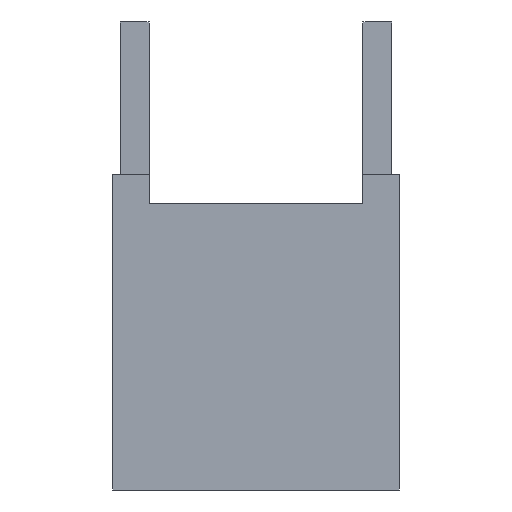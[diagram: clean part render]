
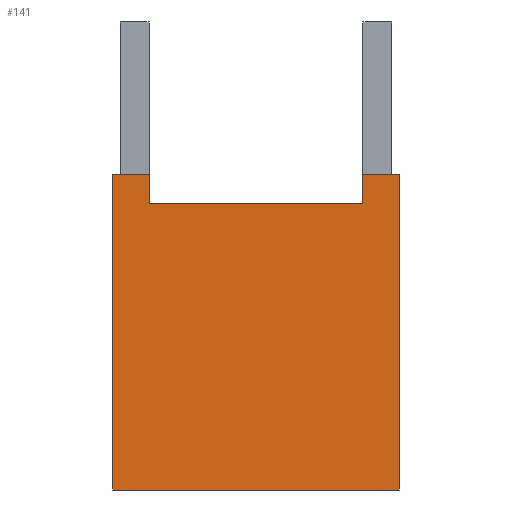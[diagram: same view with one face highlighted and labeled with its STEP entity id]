
A CAD part, front view. The second image highlights one B-rep face of the part: STEP entity #141.
In plain terms, the highlighted planar face has unit normal (0, -1, 0).
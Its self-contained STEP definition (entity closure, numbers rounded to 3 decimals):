
#91=PLANE('',#891);
#141=ADVANCED_FACE('',(#179),#91,.T.);
#179=FACE_OUTER_BOUND('',#234,.T.);
#234=EDGE_LOOP('',(#408,#409,#410,#411,#412,#413,#414,#415));
#408=ORIENTED_EDGE('',*,*,#638,.T.);
#409=ORIENTED_EDGE('',*,*,#635,.F.);
#410=ORIENTED_EDGE('',*,*,#620,.F.);
#411=ORIENTED_EDGE('',*,*,#601,.T.);
#412=ORIENTED_EDGE('',*,*,#598,.F.);
#413=ORIENTED_EDGE('',*,*,#640,.F.);
#414=ORIENTED_EDGE('',*,*,#641,.T.);
#415=ORIENTED_EDGE('',*,*,#642,.T.);
#514=VERTEX_POINT('',#1244);
#515=VERTEX_POINT('',#1246);
#517=VERTEX_POINT('',#1252);
#530=VERTEX_POINT('',#1290);
#541=VERTEX_POINT('',#1320);
#542=VERTEX_POINT('',#1326);
#543=VERTEX_POINT('',#1330);
#544=VERTEX_POINT('',#1332);
#598=EDGE_CURVE('',#514,#515,#686,.T.);
#601=EDGE_CURVE('',#517,#515,#689,.T.);
#620=EDGE_CURVE('',#517,#530,#708,.T.);
#635=EDGE_CURVE('',#530,#541,#723,.T.);
#638=EDGE_CURVE('',#542,#541,#726,.T.);
#640=EDGE_CURVE('',#543,#514,#728,.T.);
#641=EDGE_CURVE('',#543,#544,#729,.T.);
#642=EDGE_CURVE('',#544,#542,#730,.T.);
#686=LINE('',#1245,#774);
#689=LINE('',#1251,#777);
#708=LINE('',#1289,#796);
#723=LINE('',#1319,#811);
#726=LINE('',#1325,#814);
#728=LINE('',#1329,#816);
#729=LINE('',#1331,#817);
#730=LINE('',#1333,#818);
#774=VECTOR('',#1004,1.);
#777=VECTOR('',#1009,1.);
#796=VECTOR('',#1040,1.);
#811=VECTOR('',#1063,1.);
#814=VECTOR('',#1070,1.);
#816=VECTOR('',#1074,1.);
#817=VECTOR('',#1075,1.);
#818=VECTOR('',#1076,1.);
#891=AXIS2_PLACEMENT_3D('',#1334,#1077,#1078);
#1004=DIRECTION('',(0.,0.,-1.));
#1009=DIRECTION('',(1.,0.,0.));
#1040=DIRECTION('',(0.,0.,1.));
#1063=DIRECTION('',(1.,0.,0.));
#1070=DIRECTION('',(0.,0.,1.));
#1074=DIRECTION('',(1.,0.,0.));
#1075=DIRECTION('',(0.,0.,-1.));
#1076=DIRECTION('',(-1.,0.,0.));
#1077=DIRECTION('',(0.,-1.,0.));
#1078=DIRECTION('',(0.,0.,1.));
#1244=CARTESIAN_POINT('',(11.383,13.502,-1.392));
#1245=CARTESIAN_POINT('',(11.383,13.502,-1.592));
#1246=CARTESIAN_POINT('',(11.383,13.502,-7.992));
#1251=CARTESIAN_POINT('',(5.383,13.502,-7.992));
#1252=CARTESIAN_POINT('',(5.383,13.502,-7.992));
#1289=CARTESIAN_POINT('',(5.383,13.502,-8.092));
#1290=CARTESIAN_POINT('',(5.383,13.502,-1.392));
#1319=CARTESIAN_POINT('',(5.383,13.502,-1.392));
#1320=CARTESIAN_POINT('',(6.143,13.502,-1.392));
#1325=CARTESIAN_POINT('',(6.143,13.502,-2.092));
#1326=CARTESIAN_POINT('',(6.143,13.502,-1.992));
#1329=CARTESIAN_POINT('',(10.623,13.502,-1.392));
#1330=CARTESIAN_POINT('',(10.623,13.502,-1.392));
#1331=CARTESIAN_POINT('',(10.623,13.502,-1.592));
#1332=CARTESIAN_POINT('',(10.623,13.502,-1.992));
#1333=CARTESIAN_POINT('',(10.623,13.502,-1.992));
#1334=CARTESIAN_POINT('',(11.383,13.502,-8.092));
